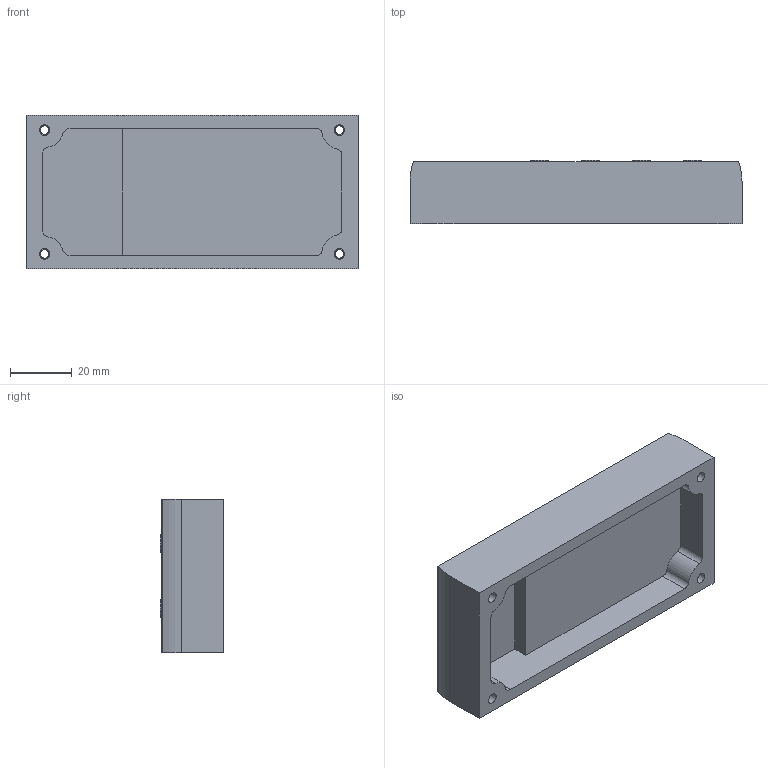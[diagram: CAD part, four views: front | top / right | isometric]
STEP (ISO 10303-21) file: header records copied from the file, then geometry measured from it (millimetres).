
FILE_DESCRIPTION(/* description */ ('STEP AP214'),/* implementation_level */ '2;1');
FILE_NAME(/* name */ '541256_CPX-AB-8-M8X2-4POL',/* time_stamp */ '2024-08-07T18:24:15+02:00',/* author */ ('License CC BY-ND 4.0'),/* organization */ ('CADENAS'),/* preprocessor_version */ 'ST-DEVELOPER v19.3',/* originating_system */ 'PARTsolutions',/* authorisation */ ' ');
FILE_SCHEMA (('AUTOMOTIVE_DESIGN {1 0 10303 214 3 1 1}'));
Length unit declared in the file: millimetre
Products named in the file (1): 541256 CPX-AB-8-M8X2-4POL
Bounding box: 107.3 x 20.4 x 49.7 mm (x, y, z)
Volume: 61247.1 mm3; surface area: 23584 mm2
Topology: 1 solids, 1 shells, 204 faces, 408 edges, 272 vertices
Faces by surface type: cylinder 102, plane 82, cone 20
Full cylindrical faces by diameter (mm): 1.04 x32, 2.8 x4, 3.4 x8, 5.7 x8, 6.647 x8, 7.5 x4, 8 x8, 8.5 x8
Entity records: 4642 total; most frequent: DIRECTION 898, CARTESIAN_POINT 721, ORIENTED_EDGE 552, AXIS2_PLACEMENT_3D 417, EDGE_LOOP 378, FACE_BOUND 378, EDGE_CURVE 276, VERTEX_POINT 240
